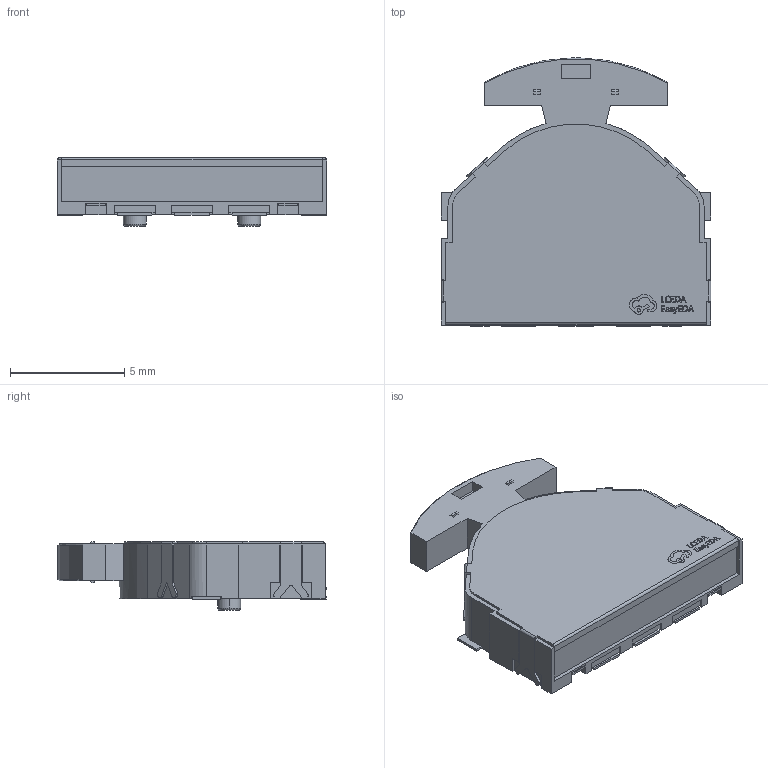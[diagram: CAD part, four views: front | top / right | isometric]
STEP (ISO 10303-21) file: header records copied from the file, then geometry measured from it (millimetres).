
FILE_DESCRIPTION (( 'STEP AP214' ), '1' );
FILE_NAME ('3D_PCB1_2023-04-09.step', '2023-04-09T07:55:34', ( '' ), ( '' ), 'SwSTEP 2.0', 'SolidWorks 2023', '' );
FILE_SCHEMA (( 'AUTOMOTIVE_DESIGN' ));
Length unit declared in the file: millimetre
Products named in the file (5): SOLID^KEY-SMD_K1-1502SA-02_SW1_3D_PCB1_2023-04-09(2)_3D_PCB1_2023-04-09; KEY-SMD_K1-1502SA-02^SW1_3D_PCB1_2023-04-09(2)_3D_PCB1_2023-04-09; 3D_PCB1_2023-04-09; 3D_PCB1_2023-04-09(2)^3D_PCB1_2023-04-09; SW1^3D_PCB1_2023-04-09(2)_3D_PCB1_2023-04-09
Assembly tree (4 placements, depth 5):
  3D_PCB1_2023-04-09
    3D_PCB1_2023-04-09(2)^3D_PCB1_2023-04-09
      SW1^3D_PCB1_2023-04-09(2)_3D_PCB1_2023-04-09
        KEY-SMD_K1-1502SA-02^SW1_3D_PCB1_2023-04-09(2)_3D_PCB1_2023-04-09
          SOLID^KEY-SMD_K1-1502SA-02_SW1_3D_PCB1_2023-04-09(2)_3D_PCB1_2023-04-09
Bounding box: 11.8 x 11.75 x 3 mm (x, y, z)
Volume: 245.8 mm3; surface area: 363.4 mm2
Topology: 1 solids, 1 shells, 483 faces, 1369 edges, 922 vertices
Faces by surface type: plane 340, bspline 98, cylinder 39, torus 4, cone 2
Entity records: 20327 total; most frequent: CARTESIAN_POINT 4298, ORIENTED_EDGE 2738, DIRECTION 2035, EDGE_CURVE 1369, LINE 1057, VECTOR 1057, VERTEX_POINT 922, EDGE_LOOP 517
